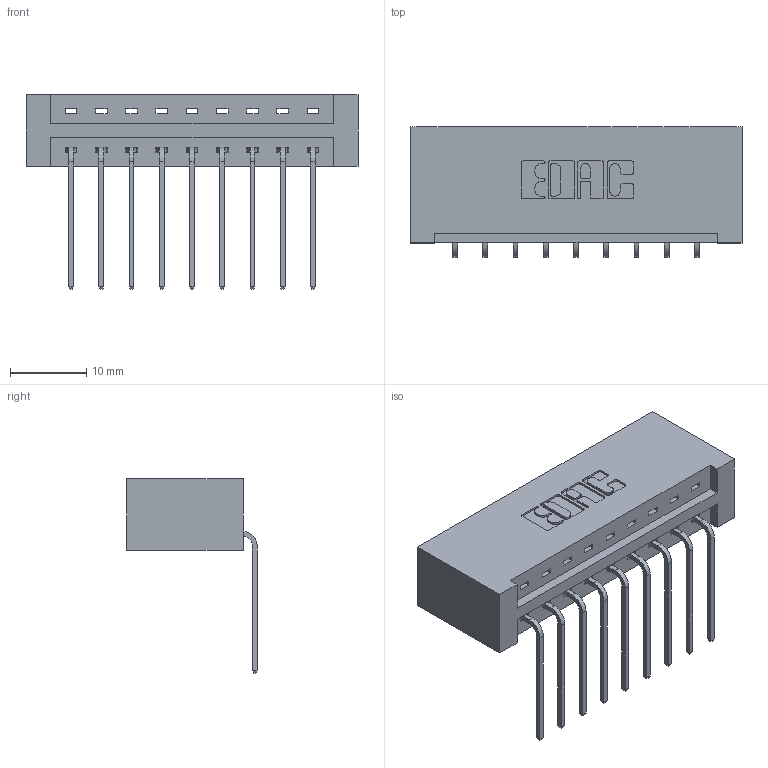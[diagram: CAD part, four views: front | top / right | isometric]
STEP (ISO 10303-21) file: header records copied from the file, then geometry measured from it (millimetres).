
FILE_DESCRIPTION (( 'STEP AP203' ), '1' );
FILE_NAME ('387-009-559-101.STEP', '2019-10-02T10:52:51', ( '' ), ( '' ), 'SwSTEP 2.0', 'SolidWorks 2016', '' );
FILE_SCHEMA (( 'CONFIG_CONTROL_DESIGN' ));
Length unit declared in the file: inch
Products named in the file (3): 345-292-001_558 559 Tail - 1; 387-009-559-101; 337 Part_No Mounting Lugs
Assembly tree (10 placements, depth 2):
  387-009-559-101
    337 Part_No Mounting Lugs
    345-292-001_558 559 Tail - 1  x9
Bounding box: 43.54 x 17.09 x 25.53 mm (x, y, z)
Volume: 4880.5 mm3; surface area: 5025.8 mm2
Topology: 10 solids, 10 shells, 682 faces, 2033 edges, 1342 vertices
Faces by surface type: plane 498, cylinder 184
Entity records: 10765 total; most frequent: CARTESIAN_POINT 1881, ORIENTED_EDGE 1826, DIRECTION 1643, EDGE_CURVE 913, LINE 793, VECTOR 793, VERTEX_POINT 606, AXIS2_PLACEMENT_3D 425
